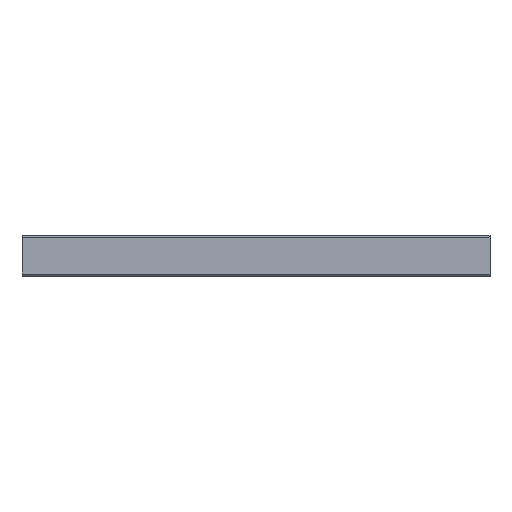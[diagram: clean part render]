
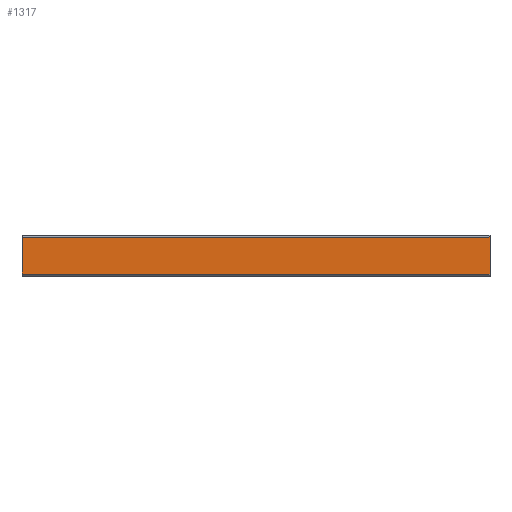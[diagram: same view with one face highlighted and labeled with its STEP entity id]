
A CAD part, top view. The second image highlights one B-rep face of the part: STEP entity #1317.
In plain terms, the highlighted planar face has unit normal (0, 0, 1).
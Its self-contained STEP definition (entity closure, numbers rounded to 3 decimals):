
#203 = DIRECTION ( 'NONE',  ( 0., 1., 0. ) ) ;
#264 = VERTEX_POINT ( 'NONE', #1700 ) ;
#287 = FACE_OUTER_BOUND ( 'NONE', #2153, .T. ) ;
#291 = VECTOR ( 'NONE', #2155, 1000. ) ;
#458 = CARTESIAN_POINT ( 'NONE',  ( 400., 3.5, 386.5 ) ) ;
#482 = DIRECTION ( 'NONE',  ( 1., 0., 0. ) ) ;
#574 = ORIENTED_EDGE ( 'NONE', *, *, #577, .F. ) ;
#577 = EDGE_CURVE ( 'NONE', #2650, #777, #2315, .T. ) ;
#636 = EDGE_CURVE ( 'NONE', #2650, #264, #3098, .T. ) ;
#777 = VERTEX_POINT ( 'NONE', #2283 ) ;
#804 = DIRECTION ( 'NONE',  ( -1., 0., 0. ) ) ;
#879 = VECTOR ( 'NONE', #203, 1000. ) ;
#934 = CARTESIAN_POINT ( 'NONE',  ( 400., 66.5, 386.5 ) ) ;
#936 = LINE ( 'NONE', #458, #2479 ) ;
#1052 = CARTESIAN_POINT ( 'NONE',  ( -400., 66.5, 386.5 ) ) ;
#1111 = LINE ( 'NONE', #2141, #879 ) ;
#1317 = ADVANCED_FACE ( 'NONE', ( #287 ), #2187, .F. ) ;
#1343 = CARTESIAN_POINT ( 'NONE',  ( 400., 70., 386.5 ) ) ;
#1533 = VERTEX_POINT ( 'NONE', #3100 ) ;
#1550 = VECTOR ( 'NONE', #3500, 1000. ) ;
#1700 = CARTESIAN_POINT ( 'NONE',  ( -400., 66.5, 386.5 ) ) ;
#2141 = CARTESIAN_POINT ( 'NONE',  ( -400., 70., 386.5 ) ) ;
#2153 = EDGE_LOOP ( 'NONE', ( #2682, #3113, #574, #3035 ) ) ;
#2155 = DIRECTION ( 'NONE',  ( -1., 0., 0. ) ) ;
#2187 = PLANE ( 'NONE',  #2700 ) ;
#2243 = EDGE_CURVE ( 'NONE', #1533, #777, #936, .T. ) ;
#2283 = CARTESIAN_POINT ( 'NONE',  ( 400., 3.5, 386.5 ) ) ;
#2315 = LINE ( 'NONE', #1343, #1550 ) ;
#2479 = VECTOR ( 'NONE', #482, 1000. ) ;
#2650 = VERTEX_POINT ( 'NONE', #934 ) ;
#2682 = ORIENTED_EDGE ( 'NONE', *, *, #2920, .F. ) ;
#2700 = AXIS2_PLACEMENT_3D ( 'NONE', #3019, #2707, #804 ) ;
#2707 = DIRECTION ( 'NONE',  ( 0., 0., -1. ) ) ;
#2920 = EDGE_CURVE ( 'NONE', #1533, #264, #1111, .T. ) ;
#3019 = CARTESIAN_POINT ( 'NONE',  ( 400., 70., 386.5 ) ) ;
#3035 = ORIENTED_EDGE ( 'NONE', *, *, #636, .T. ) ;
#3098 = LINE ( 'NONE', #1052, #291 ) ;
#3100 = CARTESIAN_POINT ( 'NONE',  ( -400., 3.5, 386.5 ) ) ;
#3113 = ORIENTED_EDGE ( 'NONE', *, *, #2243, .T. ) ;
#3500 = DIRECTION ( 'NONE',  ( 0., -1., 0. ) ) ;
